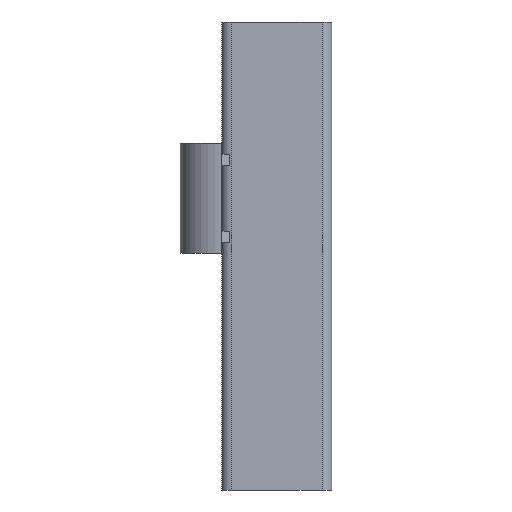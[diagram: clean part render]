
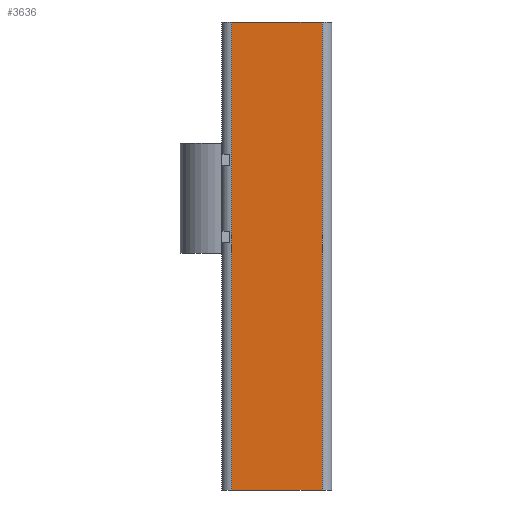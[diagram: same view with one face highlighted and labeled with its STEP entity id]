
A CAD part, left-side view. The second image highlights one B-rep face of the part: STEP entity #3636.
In plain terms, the highlighted planar face has unit normal (-1, 0, 0).
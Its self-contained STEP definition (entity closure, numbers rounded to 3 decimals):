
#471=FACE_OUTER_BOUND('',#677,.T.);
#677=EDGE_LOOP('',(#3231,#3232,#3233,#3234));
#1051=LINE('',#6650,#1399);
#1059=LINE('',#6675,#1407);
#1060=LINE('',#6677,#1408);
#1061=LINE('',#6678,#1409);
#1399=VECTOR('',#4470,10.);
#1407=VECTOR('',#4498,10.);
#1408=VECTOR('',#4499,10.);
#1409=VECTOR('',#4500,10.);
#1746=VERTEX_POINT('',#6647);
#1747=VERTEX_POINT('',#6649);
#1754=VERTEX_POINT('',#6674);
#1755=VERTEX_POINT('',#6676);
#2247=EDGE_CURVE('',#1747,#1746,#1051,.T.);
#2260=EDGE_CURVE('',#1746,#1754,#1059,.T.);
#2261=EDGE_CURVE('',#1755,#1754,#1060,.T.);
#2262=EDGE_CURVE('',#1747,#1755,#1061,.T.);
#3231=ORIENTED_EDGE('',*,*,#2260,.T.);
#3232=ORIENTED_EDGE('',*,*,#2261,.F.);
#3233=ORIENTED_EDGE('',*,*,#2262,.F.);
#3234=ORIENTED_EDGE('',*,*,#2247,.T.);
#3448=PLANE('',#3870);
#3636=ADVANCED_FACE('',(#471),#3448,.T.);
#3870=AXIS2_PLACEMENT_3D('',#6673,#4496,#4497);
#4470=DIRECTION('',(0.,0.,1.));
#4496=DIRECTION('center_axis',(-1.,0.,0.));
#4497=DIRECTION('ref_axis',(0.,0.,1.));
#4498=DIRECTION('',(0.,1.,0.));
#4499=DIRECTION('',(0.,0.,1.));
#4500=DIRECTION('',(0.,1.,0.));
#6647=CARTESIAN_POINT('',(-25.,-41.,425.));
#6649=CARTESIAN_POINT('',(-25.,-41.,0.));
#6650=CARTESIAN_POINT('',(-25.,-41.,0.));
#6673=CARTESIAN_POINT('Origin',(-25.,-41.,0.));
#6674=CARTESIAN_POINT('',(-25.,41.,425.));
#6675=CARTESIAN_POINT('',(-25.,-20.5,425.));
#6676=CARTESIAN_POINT('',(-25.,41.,0.));
#6677=CARTESIAN_POINT('',(-25.,41.,0.));
#6678=CARTESIAN_POINT('',(-25.,-20.5,0.));
